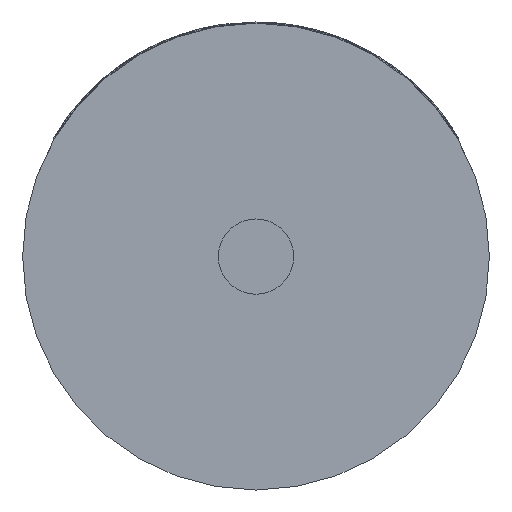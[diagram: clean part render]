
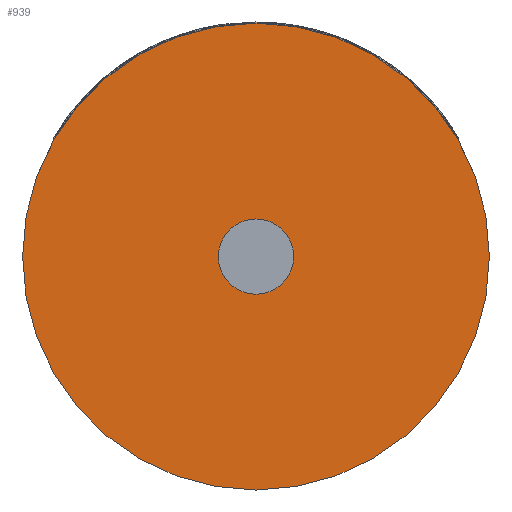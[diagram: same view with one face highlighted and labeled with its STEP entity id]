
A CAD part, left-side view. The second image highlights one B-rep face of the part: STEP entity #939.
In plain terms, the highlighted planar face has unit normal (-1, 0, 0).
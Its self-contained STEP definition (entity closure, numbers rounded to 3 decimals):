
#12 = CARTESIAN_POINT ( 'NONE',  ( 0., 0., 0. ) ) ;
#32 = EDGE_LOOP ( 'NONE', ( #1285, #2237 ) ) ;
#50 = CIRCLE ( 'NONE', #726, 0.318 ) ;
#68 = ORIENTED_EDGE ( 'NONE', *, *, #2343, .F. ) ;
#189 = DIRECTION ( 'NONE',  ( 1., 0., 0. ) ) ;
#205 = CARTESIAN_POINT ( 'NONE',  ( 0., 0., 0. ) ) ;
#284 = CARTESIAN_POINT ( 'NONE',  ( 0., 0., -1.97 ) ) ;
#287 = CARTESIAN_POINT ( 'NONE',  ( 0., 0., 0.318 ) ) ;
#289 = VERTEX_POINT ( 'NONE', #2103 ) ;
#348 = EDGE_LOOP ( 'NONE', ( #783, #68 ) ) ;
#390 = DIRECTION ( 'NONE',  ( 0., 0., -1. ) ) ;
#512 = CARTESIAN_POINT ( 'NONE',  ( 0., 0., 0. ) ) ;
#554 = AXIS2_PLACEMENT_3D ( 'NONE', #832, #1579, #1572 ) ;
#561 = DIRECTION ( 'NONE',  ( 0., 0., -1. ) ) ;
#726 = AXIS2_PLACEMENT_3D ( 'NONE', #512, #882, #1448 ) ;
#783 = ORIENTED_EDGE ( 'NONE', *, *, #1208, .F. ) ;
#809 = VERTEX_POINT ( 'NONE', #287 ) ;
#820 = VERTEX_POINT ( 'NONE', #1841 ) ;
#832 = CARTESIAN_POINT ( 'NONE',  ( 0., 0., 0. ) ) ;
#882 = DIRECTION ( 'NONE',  ( 1., 0., 0. ) ) ;
#936 = AXIS2_PLACEMENT_3D ( 'NONE', #12, #946, #390 ) ;
#939 = ADVANCED_FACE ( 'NONE', ( #1861, #1179 ), #2505, .F. ) ;
#946 = DIRECTION ( 'NONE',  ( 1., 0., 0. ) ) ;
#1033 = AXIS2_PLACEMENT_3D ( 'NONE', #205, #189, #561 ) ;
#1119 = VERTEX_POINT ( 'NONE', #284 ) ;
#1179 = FACE_OUTER_BOUND ( 'NONE', #348, .T. ) ;
#1208 = EDGE_CURVE ( 'NONE', #289, #1119, #2416, .T. ) ;
#1226 = EDGE_CURVE ( 'NONE', #820, #809, #50, .T. ) ;
#1285 = ORIENTED_EDGE ( 'NONE', *, *, #1226, .T. ) ;
#1448 = DIRECTION ( 'NONE',  ( 0., 0., -1. ) ) ;
#1531 = AXIS2_PLACEMENT_3D ( 'NONE', #2003, #1807, #1982 ) ;
#1572 = DIRECTION ( 'NONE',  ( 0., 0., -1. ) ) ;
#1574 = CIRCLE ( 'NONE', #936, 1.97 ) ;
#1579 = DIRECTION ( 'NONE',  ( 1., 0., 0. ) ) ;
#1807 = DIRECTION ( 'NONE',  ( 1., 0., 0. ) ) ;
#1841 = CARTESIAN_POINT ( 'NONE',  ( 0., 0., -0.318 ) ) ;
#1861 = FACE_BOUND ( 'NONE', #32, .T. ) ;
#1949 = EDGE_CURVE ( 'NONE', #809, #820, #2223, .T. ) ;
#1982 = DIRECTION ( 'NONE',  ( 0., 0., -1. ) ) ;
#2003 = CARTESIAN_POINT ( 'NONE',  ( 0., 0., 0. ) ) ;
#2103 = CARTESIAN_POINT ( 'NONE',  ( 0., 0., 1.97 ) ) ;
#2223 = CIRCLE ( 'NONE', #554, 0.318 ) ;
#2237 = ORIENTED_EDGE ( 'NONE', *, *, #1949, .T. ) ;
#2343 = EDGE_CURVE ( 'NONE', #1119, #289, #1574, .T. ) ;
#2416 = CIRCLE ( 'NONE', #1531, 1.97 ) ;
#2505 = PLANE ( 'NONE',  #1033 ) ;
